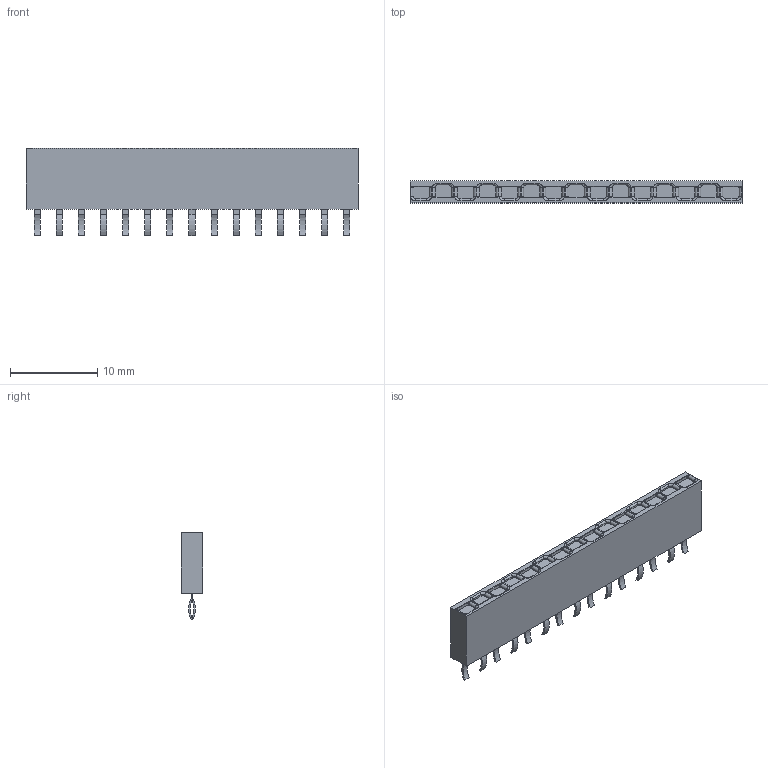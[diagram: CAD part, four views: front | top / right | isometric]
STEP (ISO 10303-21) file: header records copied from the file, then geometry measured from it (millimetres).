
FILE_DESCRIPTION((''),'2;1');
FILE_NAME('C-1-215297-5','2016-03-29T',('workeradm'),('Tyco Electronics Ltd.'),'CREO PARAMETRIC BY PTC INC, 2015200','CREO PARAMETRIC BY PTC INC, 2015200','');
FILE_SCHEMA(('AUTOMOTIVE_DESIGN { 1 0 10303 214 1 1 1 1 }'));
Length unit declared in the file: millimetre
Products named in the file (1): C-1-215297-5
Bounding box: 38.1 x 2.52 x 10 mm (x, y, z)
Volume: 661.9 mm3; surface area: 873.8 mm2
Topology: 1 solids, 1 shells, 374 faces, 903 edges, 562 vertices
Faces by surface type: plane 164, cylinder 150, bspline 60
Entity records: 19191 total; most frequent: CARTESIAN_POINT 10721, ORIENTED_EDGE 1806, DIRECTION 1651, EDGE_CURVE 903, VERTEX_POINT 562, AXIS2_PLACEMENT_3D 554, VECTOR 543, LINE 543
